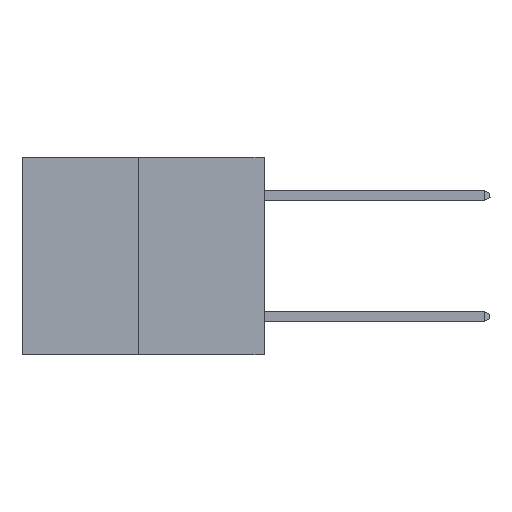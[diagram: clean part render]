
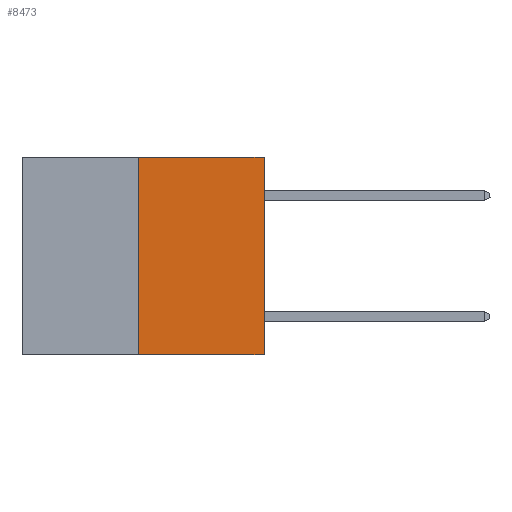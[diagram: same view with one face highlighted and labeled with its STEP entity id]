
A CAD part, left-side view. The second image highlights one B-rep face of the part: STEP entity #8473.
In plain terms, the highlighted planar face has unit normal (-1, 0, 0).
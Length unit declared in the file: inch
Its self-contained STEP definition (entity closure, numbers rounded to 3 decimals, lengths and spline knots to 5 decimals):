
#1075 = LINE ( 'NONE', #16779, #16597 ) ;
#1400 = VERTEX_POINT ( 'NONE', #11732 ) ;
#1590 = VERTEX_POINT ( 'NONE', #5792 ) ;
#2831 = EDGE_CURVE ( 'NONE', #1400, #3367, #19098, .T. ) ;
#2940 = VECTOR ( 'NONE', #22392, 39.37008 ) ;
#3048 = DIRECTION ( 'NONE',  ( 0., -1., 0. ) ) ;
#3350 = DIRECTION ( 'NONE',  ( 0., 0., -1. ) ) ;
#3367 = VERTEX_POINT ( 'NONE', #22020 ) ;
#3518 = CARTESIAN_POINT ( 'NONE',  ( 0., 0.6, 0. ) ) ;
#3864 = EDGE_CURVE ( 'NONE', #1400, #1590, #19650, .T. ) ;
#4516 = CARTESIAN_POINT ( 'NONE',  ( 0., 0.6, 0. ) ) ;
#5211 = CARTESIAN_POINT ( 'NONE',  ( 0., 0.312, -0.49 ) ) ;
#5792 = CARTESIAN_POINT ( 'NONE',  ( 0., 0.312, 0. ) ) ;
#7454 = VECTOR ( 'NONE', #8895, 39.37008 ) ;
#7539 = FACE_OUTER_BOUND ( 'NONE', #20871, .T. ) ;
#8183 = VERTEX_POINT ( 'NONE', #8440 ) ;
#8440 = CARTESIAN_POINT ( 'NONE',  ( 0., 0., 0. ) ) ;
#8473 = ADVANCED_FACE ( 'NONE', ( #7539 ), #15191, .F. ) ;
#8895 = DIRECTION ( 'NONE',  ( 0., 0., 1. ) ) ;
#9713 = EDGE_CURVE ( 'NONE', #1590, #8183, #12680, .T. ) ;
#11732 = CARTESIAN_POINT ( 'NONE',  ( 0., 0.312, -0.49 ) ) ;
#12680 = LINE ( 'NONE', #4516, #2940 ) ;
#13516 = ORIENTED_EDGE ( 'NONE', *, *, #3864, .F. ) ;
#14679 = EDGE_CURVE ( 'NONE', #3367, #8183, #1075, .T. ) ;
#15191 = PLANE ( 'NONE',  #16024 ) ;
#16024 = AXIS2_PLACEMENT_3D ( 'NONE', #3518, #17121, #3350 ) ;
#16315 = ORIENTED_EDGE ( 'NONE', *, *, #2831, .T. ) ;
#16597 = VECTOR ( 'NONE', #18738, 39.37008 ) ;
#16661 = ORIENTED_EDGE ( 'NONE', *, *, #14679, .T. ) ;
#16779 = CARTESIAN_POINT ( 'NONE',  ( 0., 0., 0. ) ) ;
#17121 = DIRECTION ( 'NONE',  ( 1., 0., 0. ) ) ;
#17294 = ORIENTED_EDGE ( 'NONE', *, *, #9713, .F. ) ;
#18472 = VECTOR ( 'NONE', #3048, 39.37008 ) ;
#18738 = DIRECTION ( 'NONE',  ( 0., 0., 1. ) ) ;
#19098 = LINE ( 'NONE', #20233, #18472 ) ;
#19650 = LINE ( 'NONE', #5211, #7454 ) ;
#20233 = CARTESIAN_POINT ( 'NONE',  ( 0., 0.6, -0.49 ) ) ;
#20871 = EDGE_LOOP ( 'NONE', ( #13516, #16315, #16661, #17294 ) ) ;
#22020 = CARTESIAN_POINT ( 'NONE',  ( 0., 0., -0.49 ) ) ;
#22392 = DIRECTION ( 'NONE',  ( 0., -1., 0. ) ) ;
